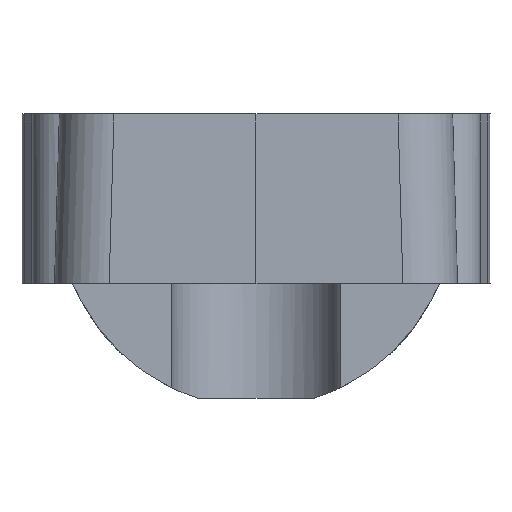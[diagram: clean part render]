
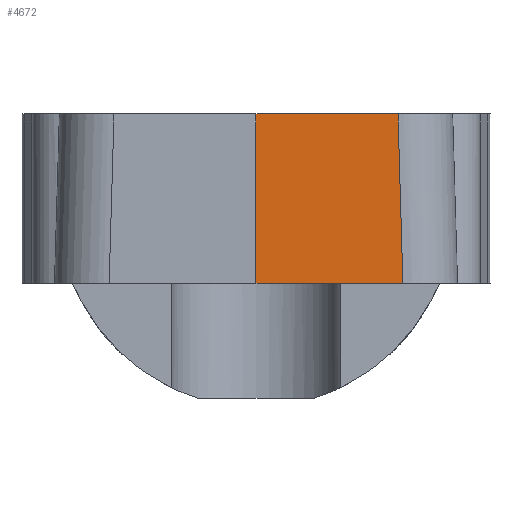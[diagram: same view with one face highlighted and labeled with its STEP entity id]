
A CAD part, left-side view. The second image highlights one B-rep face of the part: STEP entity #4672.
In plain terms, the highlighted planar face has unit normal (-1, 0, 0).
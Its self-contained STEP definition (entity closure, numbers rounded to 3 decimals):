
#73 = PLANE('',#74);
#74 = AXIS2_PLACEMENT_3D('',#75,#76,#77);
#75 = CARTESIAN_POINT('',(17.,23.5,19.5));
#76 = DIRECTION('',(0.,0.,1.));
#77 = DIRECTION('',(0.,-1.,0.));
#364 = PLANE('',#365);
#365 = AXIS2_PLACEMENT_3D('',#366,#367,#368);
#366 = CARTESIAN_POINT('',(17.,0.,35.));
#367 = DIRECTION('',(0.,0.,-1.));
#368 = DIRECTION('',(0.,1.,0.));
#390 = CYLINDRICAL_SURFACE('',#391,5.);
#391 = AXIS2_PLACEMENT_3D('',#392,#393,#394);
#392 = CARTESIAN_POINT('',(-23.,-13.002,34.856));
#393 = DIRECTION('',(0.,-0.029,
    -1.));
#394 = DIRECTION('',(0.,-1.,
    0.029));
#640 = VERTEX_POINT('',#641);
#641 = CARTESIAN_POINT('',(-28.,0.,19.5));
#655 = PLANE('',#656);
#656 = AXIS2_PLACEMENT_3D('',#657,#658,#659);
#657 = CARTESIAN_POINT('',(-28.,9.161,7.408
    ));
#658 = DIRECTION('',(1.,0.,0.));
#659 = DIRECTION('',(0.,0.,1.));
#667 = EDGE_CURVE('',#668,#640,#670,.T.);
#668 = VERTEX_POINT('',#669);
#669 = CARTESIAN_POINT('',(-28.,-13.446,19.5));
#670 = SURFACE_CURVE('',#671,(#675,#682),.PCURVE_S1.);
#671 = LINE('',#672,#673);
#672 = CARTESIAN_POINT('',(-28.,7.17,19.5));
#673 = VECTOR('',#674,1.);
#674 = DIRECTION('',(0.,1.,0.));
#675 = PCURVE('',#73,#676);
#676 = DEFINITIONAL_REPRESENTATION('',(#677),#681);
#677 = LINE('',#678,#679);
#678 = CARTESIAN_POINT('',(16.33,-45.));
#679 = VECTOR('',#680,1.);
#680 = DIRECTION('',(-1.,0.));
#681 = ( GEOMETRIC_REPRESENTATION_CONTEXT(2) 
PARAMETRIC_REPRESENTATION_CONTEXT() REPRESENTATION_CONTEXT('2D SPACE',''
  ) );
#682 = PCURVE('',#683,#688);
#683 = PLANE('',#684);
#684 = AXIS2_PLACEMENT_3D('',#685,#686,#687);
#685 = CARTESIAN_POINT('',(-28.,-9.161,
    7.408));
#686 = DIRECTION('',(1.,0.,0.));
#687 = DIRECTION('',(0.,0.,-1.));
#688 = DEFINITIONAL_REPRESENTATION('',(#689),#693);
#689 = LINE('',#690,#691);
#690 = CARTESIAN_POINT('',(-12.092,16.33));
#691 = VECTOR('',#692,1.);
#692 = DIRECTION('',(0.,1.));
#693 = ( GEOMETRIC_REPRESENTATION_CONTEXT(2) 
PARAMETRIC_REPRESENTATION_CONTEXT() REPRESENTATION_CONTEXT('2D SPACE',''
  ) );
#2538 = VERTEX_POINT('',#2539);
#2539 = CARTESIAN_POINT('',(-28.,-12.998,35.));
#2564 = EDGE_CURVE('',#2538,#668,#2565,.T.);
#2565 = SURFACE_CURVE('',#2566,(#2570,#2577),.PCURVE_S1.);
#2566 = LINE('',#2567,#2568);
#2567 = CARTESIAN_POINT('',(-28.,-13.002,34.856));
#2568 = VECTOR('',#2569,1.);
#2569 = DIRECTION('',(0.,-0.029,
    -1.));
#2570 = PCURVE('',#390,#2571);
#2571 = DEFINITIONAL_REPRESENTATION('',(#2572),#2576);
#2572 = LINE('',#2573,#2574);
#2573 = CARTESIAN_POINT('',(1.571,0.));
#2574 = VECTOR('',#2575,1.);
#2575 = DIRECTION('',(0.,1.));
#2576 = ( GEOMETRIC_REPRESENTATION_CONTEXT(2) 
PARAMETRIC_REPRESENTATION_CONTEXT() REPRESENTATION_CONTEXT('2D SPACE',''
  ) );
#2577 = PCURVE('',#683,#2578);
#2578 = DEFINITIONAL_REPRESENTATION('',(#2579),#2583);
#2579 = LINE('',#2580,#2581);
#2580 = CARTESIAN_POINT('',(-27.448,-3.841));
#2581 = VECTOR('',#2582,1.);
#2582 = DIRECTION('',(1.,-0.029));
#2583 = ( GEOMETRIC_REPRESENTATION_CONTEXT(2) 
PARAMETRIC_REPRESENTATION_CONTEXT() REPRESENTATION_CONTEXT('2D SPACE',''
  ) );
#2768 = VERTEX_POINT('',#2769);
#2769 = CARTESIAN_POINT('',(-28.,0.,35.));
#2790 = EDGE_CURVE('',#2768,#2538,#2791,.T.);
#2791 = SURFACE_CURVE('',#2792,(#2796,#2803),.PCURVE_S1.);
#2792 = LINE('',#2793,#2794);
#2793 = CARTESIAN_POINT('',(-28.,0.,
    35.));
#2794 = VECTOR('',#2795,1.);
#2795 = DIRECTION('',(0.,-1.,0.));
#2796 = PCURVE('',#364,#2797);
#2797 = DEFINITIONAL_REPRESENTATION('',(#2798),#2802);
#2798 = LINE('',#2799,#2800);
#2799 = CARTESIAN_POINT('',(0.,-45.));
#2800 = VECTOR('',#2801,1.);
#2801 = DIRECTION('',(-1.,0.));
#2802 = ( GEOMETRIC_REPRESENTATION_CONTEXT(2) 
PARAMETRIC_REPRESENTATION_CONTEXT() REPRESENTATION_CONTEXT('2D SPACE',''
  ) );
#2803 = PCURVE('',#683,#2804);
#2804 = DEFINITIONAL_REPRESENTATION('',(#2805),#2809);
#2805 = LINE('',#2806,#2807);
#2806 = CARTESIAN_POINT('',(-27.592,9.161));
#2807 = VECTOR('',#2808,1.);
#2808 = DIRECTION('',(0.,-1.));
#2809 = ( GEOMETRIC_REPRESENTATION_CONTEXT(2) 
PARAMETRIC_REPRESENTATION_CONTEXT() REPRESENTATION_CONTEXT('2D SPACE',''
  ) );
#4672 = ADVANCED_FACE('',(#4673),#683,.F.);
#4673 = FACE_BOUND('',#4674,.T.);
#4674 = EDGE_LOOP('',(#4675,#4676,#4677,#4698));
#4675 = ORIENTED_EDGE('',*,*,#2564,.F.);
#4676 = ORIENTED_EDGE('',*,*,#2790,.F.);
#4677 = ORIENTED_EDGE('',*,*,#4678,.F.);
#4678 = EDGE_CURVE('',#640,#2768,#4679,.T.);
#4679 = SURFACE_CURVE('',#4680,(#4684,#4691),.PCURVE_S1.);
#4680 = LINE('',#4681,#4682);
#4681 = CARTESIAN_POINT('',(-28.,0.,-14.));
#4682 = VECTOR('',#4683,1.);
#4683 = DIRECTION('',(0.,0.,1.));
#4684 = PCURVE('',#683,#4685);
#4685 = DEFINITIONAL_REPRESENTATION('',(#4686),#4690);
#4686 = LINE('',#4687,#4688);
#4687 = CARTESIAN_POINT('',(21.408,9.161));
#4688 = VECTOR('',#4689,1.);
#4689 = DIRECTION('',(-1.,0.));
#4690 = ( GEOMETRIC_REPRESENTATION_CONTEXT(2) 
PARAMETRIC_REPRESENTATION_CONTEXT() REPRESENTATION_CONTEXT('2D SPACE',''
  ) );
#4691 = PCURVE('',#655,#4692);
#4692 = DEFINITIONAL_REPRESENTATION('',(#4693),#4697);
#4693 = LINE('',#4694,#4695);
#4694 = CARTESIAN_POINT('',(-21.408,9.161));
#4695 = VECTOR('',#4696,1.);
#4696 = DIRECTION('',(1.,0.));
#4697 = ( GEOMETRIC_REPRESENTATION_CONTEXT(2) 
PARAMETRIC_REPRESENTATION_CONTEXT() REPRESENTATION_CONTEXT('2D SPACE',''
  ) );
#4698 = ORIENTED_EDGE('',*,*,#667,.F.);
